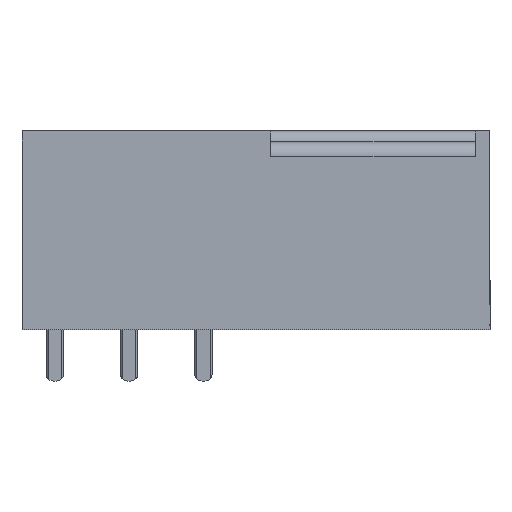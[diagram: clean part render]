
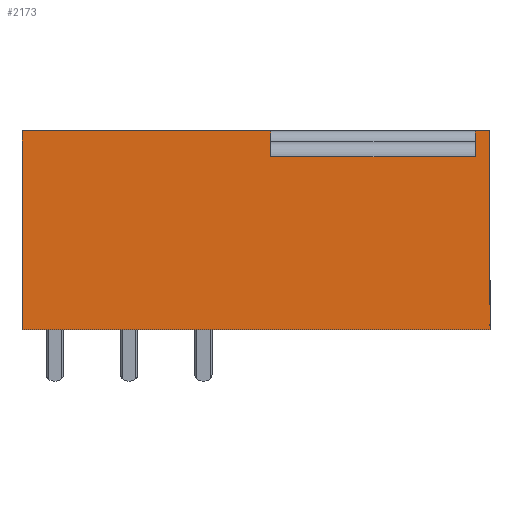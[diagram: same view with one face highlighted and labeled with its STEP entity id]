
A CAD part, left-side view. The second image highlights one B-rep face of the part: STEP entity #2173.
In plain terms, the highlighted planar face has unit normal (-1, 0, 0).
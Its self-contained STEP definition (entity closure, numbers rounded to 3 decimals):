
#2128=AXIS2_PLACEMENT_3D('Plane Axis2P3D',#2125,#2126,#2127) ;
#1844=CARTESIAN_POINT('Line Origine',(0.,1.,16.225)) ;
#1848=CARTESIAN_POINT('Vertex',(0.,1.,17.1)) ;
#1850=CARTESIAN_POINT('Vertex',(0.,1.,15.35)) ;
#1907=CARTESIAN_POINT('Vertex',(0.,15.,15.35)) ;
#1914=CARTESIAN_POINT('Vertex',(0.,15.,17.1)) ;
#1917=CARTESIAN_POINT('Line Origine',(0.,15.,16.225)) ;
#1931=CARTESIAN_POINT('Line Origine',(0.,8.,15.35)) ;
#2125=CARTESIAN_POINT('Axis2P3D Location',(0.,0.,0.)) ;
#2130=CARTESIAN_POINT('Line Origine',(0.,23.5,17.1)) ;
#2134=CARTESIAN_POINT('Vertex',(0.,32.,17.1)) ;
#2137=CARTESIAN_POINT('Line Origine',(0.,32.,10.3)) ;
#2141=CARTESIAN_POINT('Vertex',(0.,32.,3.5)) ;
#2144=CARTESIAN_POINT('Line Origine',(0.,16.,3.5)) ;
#2148=CARTESIAN_POINT('Vertex',(0.,0.,3.5)) ;
#2151=CARTESIAN_POINT('Line Origine',(0.,0.,10.3)) ;
#2155=CARTESIAN_POINT('Vertex',(0.,0.,17.1)) ;
#2158=CARTESIAN_POINT('Line Origine',(0.,0.5,17.1)) ;
#1845=DIRECTION('Vector Direction',(0.,0.,1.)) ;
#1918=DIRECTION('Vector Direction',(0.,0.,1.)) ;
#1932=DIRECTION('Vector Direction',(0.,1.,0.)) ;
#2126=DIRECTION('Axis2P3D Direction',(-1.,0.,0.)) ;
#2127=DIRECTION('Axis2P3D XDirection',(0.,0.,1.)) ;
#2131=DIRECTION('Vector Direction',(0.,1.,0.)) ;
#2138=DIRECTION('Vector Direction',(0.,0.,-1.)) ;
#2145=DIRECTION('Vector Direction',(0.,-1.,0.)) ;
#2152=DIRECTION('Vector Direction',(0.,0.,1.)) ;
#2159=DIRECTION('Vector Direction',(0.,1.,0.)) ;
#1846=VECTOR('Line Direction',#1845,1.) ;
#1919=VECTOR('Line Direction',#1918,1.) ;
#1933=VECTOR('Line Direction',#1932,1.) ;
#2132=VECTOR('Line Direction',#2131,1.) ;
#2139=VECTOR('Line Direction',#2138,1.) ;
#2146=VECTOR('Line Direction',#2145,1.) ;
#2153=VECTOR('Line Direction',#2152,1.) ;
#2160=VECTOR('Line Direction',#2159,1.) ;
#2164=ORIENTED_EDGE('',*,*,#2136,.T.) ;
#2165=ORIENTED_EDGE('',*,*,#2143,.T.) ;
#2166=ORIENTED_EDGE('',*,*,#2150,.T.) ;
#2167=ORIENTED_EDGE('',*,*,#2157,.T.) ;
#2168=ORIENTED_EDGE('',*,*,#2162,.T.) ;
#2169=ORIENTED_EDGE('',*,*,#1852,.T.) ;
#2170=ORIENTED_EDGE('',*,*,#1935,.T.) ;
#2171=ORIENTED_EDGE('',*,*,#1921,.F.) ;
#2173=ADVANCED_FACE('HOUSING',(#2172),#2129,.T.) ;
#1852=EDGE_CURVE('',#1849,#1851,#1847,.F.) ;
#1921=EDGE_CURVE('',#1915,#1908,#1920,.F.) ;
#1935=EDGE_CURVE('',#1851,#1908,#1934,.T.) ;
#2136=EDGE_CURVE('',#1915,#2135,#2133,.T.) ;
#2143=EDGE_CURVE('',#2135,#2142,#2140,.T.) ;
#2150=EDGE_CURVE('',#2142,#2149,#2147,.T.) ;
#2157=EDGE_CURVE('',#2149,#2156,#2154,.T.) ;
#2162=EDGE_CURVE('',#2156,#1849,#2161,.T.) ;
#2163=EDGE_LOOP('',(#2164,#2165,#2166,#2167,#2168,#2169,#2170,#2171)) ;
#2172=FACE_OUTER_BOUND('',#2163,.T.) ;
#1847=LINE('Line',#1844,#1846) ;
#1920=LINE('Line',#1917,#1919) ;
#1934=LINE('Line',#1931,#1933) ;
#2133=LINE('Line',#2130,#2132) ;
#2140=LINE('Line',#2137,#2139) ;
#2147=LINE('Line',#2144,#2146) ;
#2154=LINE('Line',#2151,#2153) ;
#2161=LINE('Line',#2158,#2160) ;
#2129=PLANE('',#2128) ;
#1849=VERTEX_POINT('',#1848) ;
#1851=VERTEX_POINT('',#1850) ;
#1908=VERTEX_POINT('',#1907) ;
#1915=VERTEX_POINT('',#1914) ;
#2135=VERTEX_POINT('',#2134) ;
#2142=VERTEX_POINT('',#2141) ;
#2149=VERTEX_POINT('',#2148) ;
#2156=VERTEX_POINT('',#2155) ;
